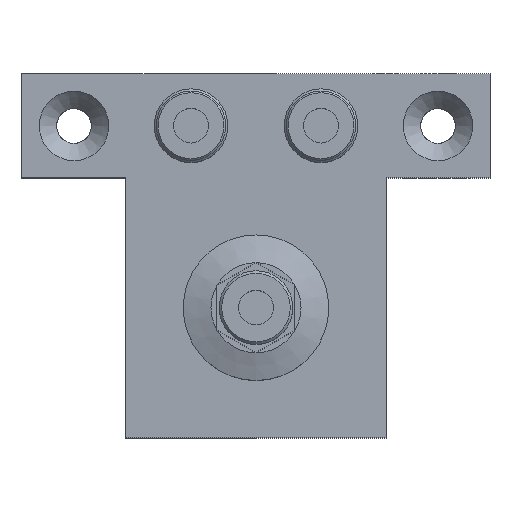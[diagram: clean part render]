
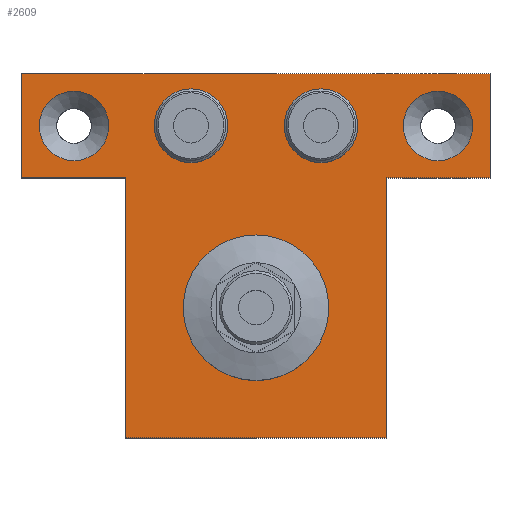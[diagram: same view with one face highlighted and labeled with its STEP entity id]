
A CAD part, top view. The second image highlights one B-rep face of the part: STEP entity #2609.
In plain terms, the highlighted planar face has unit normal (0, 0, 1).
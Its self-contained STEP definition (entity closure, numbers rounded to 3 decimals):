
#95=FACE_BOUND('',#630,.T.);
#96=FACE_BOUND('',#631,.T.);
#97=FACE_BOUND('',#632,.T.);
#98=FACE_BOUND('',#633,.T.);
#99=FACE_BOUND('',#634,.T.);
#220=CIRCLE('',#2771,4.25);
#224=CIRCLE('',#2778,4.25);
#263=CIRCLE('',#2875,7.);
#283=CIRCLE('',#2914,4.);
#284=CIRCLE('',#2916,4.);
#445=FACE_OUTER_BOUND('',#629,.T.);
#629=EDGE_LOOP('',(#2242,#2243,#2244,#2245,#2246,#2247,#2248,#2249));
#630=EDGE_LOOP('',(#2250));
#631=EDGE_LOOP('',(#2251));
#632=EDGE_LOOP('',(#2252));
#633=EDGE_LOOP('',(#2253));
#634=EDGE_LOOP('',(#2254));
#828=LINE('',#4988,#1020);
#829=LINE('',#4990,#1021);
#830=LINE('',#4992,#1022);
#831=LINE('',#4994,#1023);
#832=LINE('',#4996,#1024);
#833=LINE('',#4998,#1025);
#834=LINE('',#5000,#1026);
#835=LINE('',#5001,#1027);
#1020=VECTOR('',#3639,10.);
#1021=VECTOR('',#3640,10.);
#1022=VECTOR('',#3641,10.);
#1023=VECTOR('',#3642,10.);
#1024=VECTOR('',#3643,10.);
#1025=VECTOR('',#3644,10.);
#1026=VECTOR('',#3645,10.);
#1027=VECTOR('',#3646,10.);
#1149=VERTEX_POINT('',#4047);
#1153=VERTEX_POINT('',#4060);
#1231=VERTEX_POINT('',#4913);
#1251=VERTEX_POINT('',#4982);
#1252=VERTEX_POINT('',#4986);
#1253=VERTEX_POINT('',#4987);
#1254=VERTEX_POINT('',#4989);
#1255=VERTEX_POINT('',#4991);
#1256=VERTEX_POINT('',#4993);
#1257=VERTEX_POINT('',#4995);
#1258=VERTEX_POINT('',#4997);
#1259=VERTEX_POINT('',#4999);
#1260=VERTEX_POINT('',#5002);
#1422=EDGE_CURVE('',#1149,#1149,#220,.T.);
#1428=EDGE_CURVE('',#1153,#1153,#224,.T.);
#1560=EDGE_CURVE('',#1231,#1231,#263,.T.);
#1590=EDGE_CURVE('',#1251,#1251,#283,.T.);
#1591=EDGE_CURVE('',#1252,#1253,#828,.T.);
#1592=EDGE_CURVE('',#1254,#1252,#829,.T.);
#1593=EDGE_CURVE('',#1255,#1254,#830,.T.);
#1594=EDGE_CURVE('',#1256,#1255,#831,.T.);
#1595=EDGE_CURVE('',#1257,#1256,#832,.T.);
#1596=EDGE_CURVE('',#1258,#1257,#833,.T.);
#1597=EDGE_CURVE('',#1259,#1258,#834,.T.);
#1598=EDGE_CURVE('',#1253,#1259,#835,.T.);
#1599=EDGE_CURVE('',#1260,#1260,#284,.T.);
#2242=ORIENTED_EDGE('',*,*,#1591,.F.);
#2243=ORIENTED_EDGE('',*,*,#1592,.F.);
#2244=ORIENTED_EDGE('',*,*,#1593,.F.);
#2245=ORIENTED_EDGE('',*,*,#1594,.F.);
#2246=ORIENTED_EDGE('',*,*,#1595,.F.);
#2247=ORIENTED_EDGE('',*,*,#1596,.F.);
#2248=ORIENTED_EDGE('',*,*,#1597,.F.);
#2249=ORIENTED_EDGE('',*,*,#1598,.F.);
#2250=ORIENTED_EDGE('',*,*,#1422,.T.);
#2251=ORIENTED_EDGE('',*,*,#1428,.T.);
#2252=ORIENTED_EDGE('',*,*,#1560,.T.);
#2253=ORIENTED_EDGE('',*,*,#1599,.F.);
#2254=ORIENTED_EDGE('',*,*,#1590,.F.);
#2457=PLANE('',#2915);
#2609=ADVANCED_FACE('',(#445,#95,#96,#97,#98,#99),#2457,.F.);
#2771=AXIS2_PLACEMENT_3D('',#4049,#3269,#3270);
#2778=AXIS2_PLACEMENT_3D('',#4062,#3285,#3286);
#2875=AXIS2_PLACEMENT_3D('',#4915,#3547,#3548);
#2914=AXIS2_PLACEMENT_3D('',#4984,#3635,#3636);
#2915=AXIS2_PLACEMENT_3D('',#4985,#3637,#3638);
#2916=AXIS2_PLACEMENT_3D('',#5003,#3647,#3648);
#3269=DIRECTION('center_axis',(0.,0.,-1.));
#3270=DIRECTION('ref_axis',(1.,0.,0.));
#3285=DIRECTION('center_axis',(0.,0.,-1.));
#3286=DIRECTION('ref_axis',(1.,0.,0.));
#3547=DIRECTION('center_axis',(0.,0.,-1.));
#3548=DIRECTION('ref_axis',(1.,0.,0.));
#3635=DIRECTION('center_axis',(0.,0.,1.));
#3636=DIRECTION('ref_axis',(1.,0.,0.));
#3637=DIRECTION('center_axis',(0.,0.,-1.));
#3638=DIRECTION('ref_axis',(-1.,0.,0.));
#3639=DIRECTION('',(0.,1.,0.));
#3640=DIRECTION('',(-1.,0.,0.));
#3641=DIRECTION('',(0.,1.,0.));
#3642=DIRECTION('',(-1.,0.,0.));
#3643=DIRECTION('',(0.,-1.,0.));
#3644=DIRECTION('',(-1.,0.,0.));
#3645=DIRECTION('',(0.,-1.,0.));
#3646=DIRECTION('',(1.,0.,0.));
#3647=DIRECTION('center_axis',(0.,0.,1.));
#3648=DIRECTION('ref_axis',(1.,0.,0.));
#4047=CARTESIAN_POINT('',(-26.75,21.,0.));
#4049=CARTESIAN_POINT('Origin',(-22.5,21.,0.));
#4060=CARTESIAN_POINT('',(-41.75,21.,0.));
#4062=CARTESIAN_POINT('Origin',(-37.5,21.,0.));
#4913=CARTESIAN_POINT('',(-37.,0.,0.));
#4915=CARTESIAN_POINT('Origin',(-30.,0.,0.));
#4982=CARTESIAN_POINT('',(-13.,21.,0.));
#4984=CARTESIAN_POINT('Origin',(-9.,21.,0.));
#4985=CARTESIAN_POINT('Origin',(-30.,6.,0.));
#4986=CARTESIAN_POINT('',(-57.,15.,0.));
#4987=CARTESIAN_POINT('',(-57.,27.,0.));
#4988=CARTESIAN_POINT('',(-57.,15.,0.));
#4989=CARTESIAN_POINT('',(-45.,15.,0.));
#4990=CARTESIAN_POINT('',(-45.,15.,0.));
#4991=CARTESIAN_POINT('',(-45.,-15.,0.));
#4992=CARTESIAN_POINT('',(-45.,-15.,0.));
#4993=CARTESIAN_POINT('',(-15.,-15.,0.));
#4994=CARTESIAN_POINT('',(-15.,-15.,0.));
#4995=CARTESIAN_POINT('',(-15.,15.,0.));
#4996=CARTESIAN_POINT('',(-15.,15.,0.));
#4997=CARTESIAN_POINT('',(-3.,15.,0.));
#4998=CARTESIAN_POINT('',(-3.,15.,0.));
#4999=CARTESIAN_POINT('',(-3.,27.,0.));
#5000=CARTESIAN_POINT('',(-3.,27.,0.));
#5001=CARTESIAN_POINT('',(-57.,27.,0.));
#5002=CARTESIAN_POINT('',(-55.,21.,0.));
#5003=CARTESIAN_POINT('Origin',(-51.,21.,0.));
